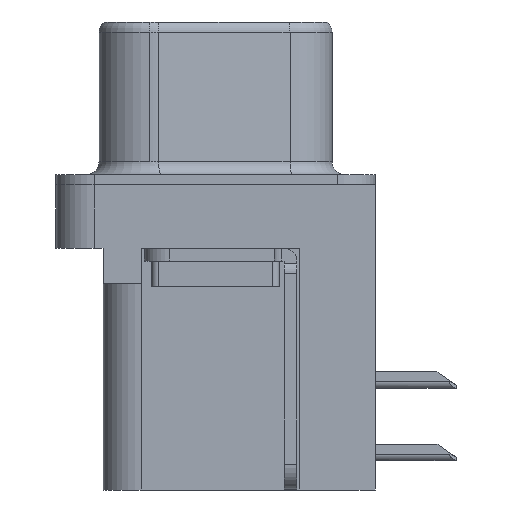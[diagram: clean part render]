
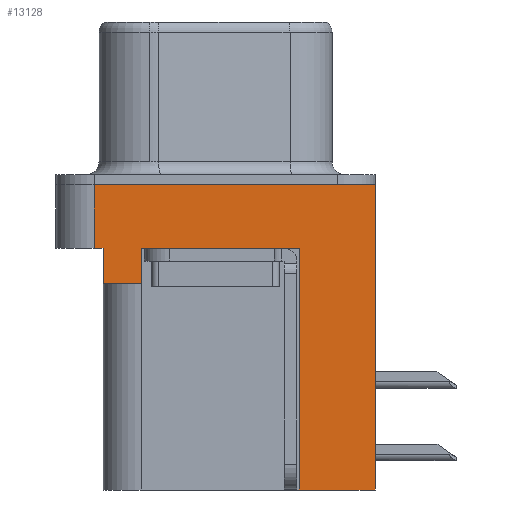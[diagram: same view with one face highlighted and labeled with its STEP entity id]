
A CAD part, left-side view. The second image highlights one B-rep face of the part: STEP entity #13128.
In plain terms, the highlighted planar face has unit normal (-1, 0, 0).
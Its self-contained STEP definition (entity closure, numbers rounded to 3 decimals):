
#72 = DIRECTION ( 'NONE',  ( 0., 1., 0. ) ) ;
#85 = CARTESIAN_POINT ( 'NONE',  ( -2.91, -6.275, -12. ) ) ;
#144 = LINE ( 'NONE', #12883, #5060 ) ;
#171 = DIRECTION ( 'NONE',  ( 0., 0., 1. ) ) ;
#225 = CARTESIAN_POINT ( 'NONE',  ( -2.91, -3.295, -2.5 ) ) ;
#240 = ORIENTED_EDGE ( 'NONE', *, *, #1176, .F. ) ;
#322 = CARTESIAN_POINT ( 'NONE',  ( -2.91, 4.425, -2.5 ) ) ;
#386 = VECTOR ( 'NONE', #8225, 1000. ) ;
#585 = DIRECTION ( 'NONE',  ( 0., 1., 0. ) ) ;
#642 = CARTESIAN_POINT ( 'NONE',  ( -2.91, -6.275, -2.5 ) ) ;
#709 = VERTEX_POINT ( 'NONE', #13516 ) ;
#1007 = EDGE_CURVE ( 'NONE', #3425, #12625, #5117, .T. ) ;
#1176 = EDGE_CURVE ( 'NONE', #3006, #12625, #12675, .T. ) ;
#1555 = CARTESIAN_POINT ( 'NONE',  ( -2.91, -6.275, 0. ) ) ;
#1740 = PLANE ( 'NONE',  #3415 ) ;
#2006 = VECTOR ( 'NONE', #7310, 1000. ) ;
#2113 = VERTEX_POINT ( 'NONE', #2915 ) ;
#2473 = ORIENTED_EDGE ( 'NONE', *, *, #4593, .F. ) ;
#2671 = VERTEX_POINT ( 'NONE', #322 ) ;
#2915 = CARTESIAN_POINT ( 'NONE',  ( -2.91, 2.895, -2.5 ) ) ;
#3006 = VERTEX_POINT ( 'NONE', #12098 ) ;
#3415 = AXIS2_PLACEMENT_3D ( 'NONE', #3839, #12546, #11358 ) ;
#3425 = VERTEX_POINT ( 'NONE', #85 ) ;
#3626 = VECTOR ( 'NONE', #585, 1000. ) ;
#3839 = CARTESIAN_POINT ( 'NONE',  ( -2.91, -6.275, -2.5 ) ) ;
#4299 = VECTOR ( 'NONE', #8183, 1000. ) ;
#4376 = VECTOR ( 'NONE', #171, 1000. ) ;
#4593 = EDGE_CURVE ( 'NONE', #3425, #709, #144, .T. ) ;
#5060 = VECTOR ( 'NONE', #72, 1000. ) ;
#5117 = LINE ( 'NONE', #12962, #6133 ) ;
#6133 = VECTOR ( 'NONE', #8763, 1000. ) ;
#6158 = VECTOR ( 'NONE', #7556, 1000. ) ;
#6204 = VERTEX_POINT ( 'NONE', #6264 ) ;
#6252 = CARTESIAN_POINT ( 'NONE',  ( -2.91, -6.275, -2.5 ) ) ;
#6264 = CARTESIAN_POINT ( 'NONE',  ( -2.91, 4.775, -2.5 ) ) ;
#6411 = ORIENTED_EDGE ( 'NONE', *, *, #10139, .F. ) ;
#6729 = LINE ( 'NONE', #8701, #4376 ) ;
#6812 = LINE ( 'NONE', #7702, #6158 ) ;
#6917 = ORIENTED_EDGE ( 'NONE', *, *, #11805, .F. ) ;
#6940 = VECTOR ( 'NONE', #10086, 1000. ) ;
#7118 = LINE ( 'NONE', #12531, #386 ) ;
#7295 = LINE ( 'NONE', #10278, #3626 ) ;
#7310 = DIRECTION ( 'NONE',  ( 0., -1., 0. ) ) ;
#7556 = DIRECTION ( 'NONE',  ( 0., 0., 1. ) ) ;
#7702 = CARTESIAN_POINT ( 'NONE',  ( -2.91, 2.895, -3.9 ) ) ;
#7826 = EDGE_LOOP ( 'NONE', ( #240, #6411, #12429, #11955, #8301, #12689, #11281, #6917, #2473, #8835 ) ) ;
#7875 = EDGE_CURVE ( 'NONE', #9943, #13058, #7295, .T. ) ;
#8183 = DIRECTION ( 'NONE',  ( 0., -1., 0. ) ) ;
#8217 = CARTESIAN_POINT ( 'NONE',  ( -2.91, 4.425, -3.9 ) ) ;
#8225 = DIRECTION ( 'NONE',  ( 0., 0., 1. ) ) ;
#8301 = ORIENTED_EDGE ( 'NONE', *, *, #7875, .F. ) ;
#8560 = LINE ( 'NONE', #6252, #2006 ) ;
#8660 = CARTESIAN_POINT ( 'NONE',  ( -2.91, 2.895, -3.9 ) ) ;
#8701 = CARTESIAN_POINT ( 'NONE',  ( -2.91, -3.295, -12. ) ) ;
#8763 = DIRECTION ( 'NONE',  ( 0., 0., 1. ) ) ;
#8835 = ORIENTED_EDGE ( 'NONE', *, *, #1007, .T. ) ;
#8876 = EDGE_CURVE ( 'NONE', #9943, #2113, #6812, .T. ) ;
#9115 = EDGE_CURVE ( 'NONE', #6204, #2671, #11379, .T. ) ;
#9917 = VECTOR ( 'NONE', #11384, 1000. ) ;
#9943 = VERTEX_POINT ( 'NONE', #8660 ) ;
#10086 = DIRECTION ( 'NONE',  ( 0., -1., 0. ) ) ;
#10139 = EDGE_CURVE ( 'NONE', #6204, #3006, #7118, .T. ) ;
#10278 = CARTESIAN_POINT ( 'NONE',  ( -2.91, 4.425, -3.9 ) ) ;
#10292 = CARTESIAN_POINT ( 'NONE',  ( -2.91, -6.275, 0. ) ) ;
#10584 = FACE_OUTER_BOUND ( 'NONE', #7826, .T. ) ;
#10616 = VERTEX_POINT ( 'NONE', #225 ) ;
#11096 = LINE ( 'NONE', #8217, #9917 ) ;
#11281 = ORIENTED_EDGE ( 'NONE', *, *, #12851, .T. ) ;
#11358 = DIRECTION ( 'NONE',  ( 0., 0., 1. ) ) ;
#11379 = LINE ( 'NONE', #642, #4299 ) ;
#11384 = DIRECTION ( 'NONE',  ( 0., 0., 1. ) ) ;
#11401 = CARTESIAN_POINT ( 'NONE',  ( -2.91, 4.425, -3.9 ) ) ;
#11805 = EDGE_CURVE ( 'NONE', #709, #10616, #6729, .T. ) ;
#11955 = ORIENTED_EDGE ( 'NONE', *, *, #12680, .F. ) ;
#12098 = CARTESIAN_POINT ( 'NONE',  ( -2.91, 4.775, 0. ) ) ;
#12429 = ORIENTED_EDGE ( 'NONE', *, *, #9115, .T. ) ;
#12531 = CARTESIAN_POINT ( 'NONE',  ( -2.91, 4.775, -2.5 ) ) ;
#12546 = DIRECTION ( 'NONE',  ( -1., 0., 0. ) ) ;
#12625 = VERTEX_POINT ( 'NONE', #10292 ) ;
#12675 = LINE ( 'NONE', #1555, #6940 ) ;
#12680 = EDGE_CURVE ( 'NONE', #13058, #2671, #11096, .T. ) ;
#12689 = ORIENTED_EDGE ( 'NONE', *, *, #8876, .T. ) ;
#12851 = EDGE_CURVE ( 'NONE', #2113, #10616, #8560, .T. ) ;
#12883 = CARTESIAN_POINT ( 'NONE',  ( -2.91, -3.295, -12. ) ) ;
#12962 = CARTESIAN_POINT ( 'NONE',  ( -2.91, -6.275, -2.5 ) ) ;
#13058 = VERTEX_POINT ( 'NONE', #11401 ) ;
#13128 = ADVANCED_FACE ( 'NONE', ( #10584 ), #1740, .T. ) ;
#13516 = CARTESIAN_POINT ( 'NONE',  ( -2.91, -3.295, -12. ) ) ;
